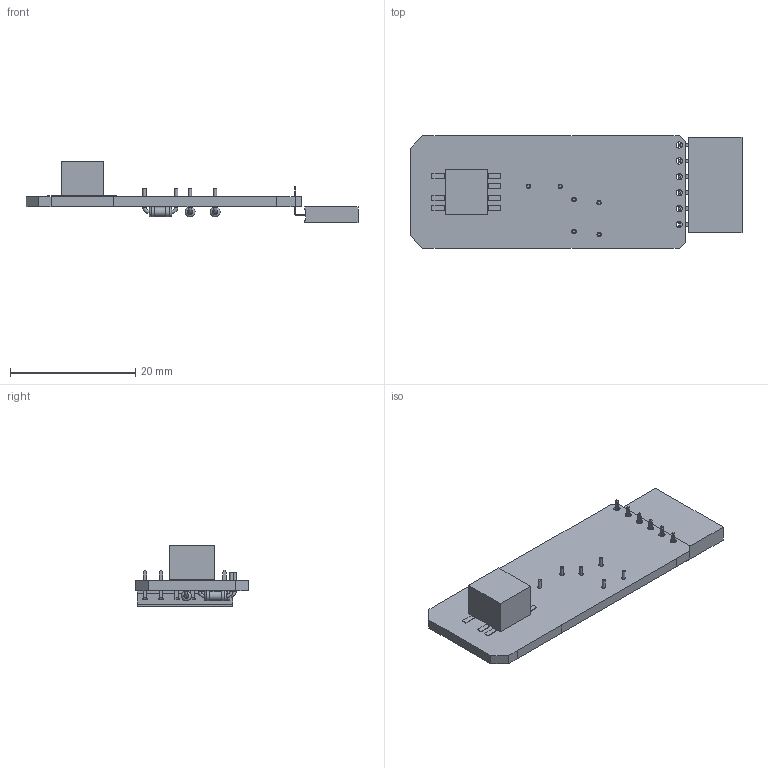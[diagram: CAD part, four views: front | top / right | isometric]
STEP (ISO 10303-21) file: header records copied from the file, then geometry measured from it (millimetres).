
FILE_DESCRIPTION(('KiCad electronic assembly'),'2;1');
FILE_NAME('Button.step','2023-01-27T17:36:48',('An Author'),('A Company' ),'Open CASCADE STEP processor 7.3','KiCad to STEP converter', 'Unknown');
FILE_SCHEMA(('AUTOMOTIVE_DESIGN { 1 0 10303 214 1 1 1 1 }'));
Length unit declared in the file: millimetre
Products named in the file (8): Open CASCADE STEP translator 7.3 1; 228EMVARGBFR; COMPOUND; R_Axial_DIN0204_L3.6mm_D1.6mm_P5.08mm_Horizontal; SOLID; PinSocket_1x06_P2.54mm_Horizontal
Assembly tree (9 placements, depth 3):
  Open CASCADE STEP translator 7.3 1
    228EMVARGBFR
      COMPOUND
    R_Axial_DIN0204_L3.6mm_D1.6mm_P5.08mm_Horizontal  x3
      SOLID
    PinSocket_1x06_P2.54mm_Horizontal
      SOLID
    COMPOUND
Bounding box: 53.03 x 18 x 9.84 mm (x, y, z)
Volume: 1855.7 mm3; surface area: 2773.7 mm2
Topology: 17 solids, 17 shells, 355 faces, 837 edges, 546 vertices
Faces by surface type: plane 298, cylinder 45, torus 12
Full cylindrical faces by diameter (mm): 0.5 x6, 0.7 x6, 0.85 x4, 1 x6, 1.05 x2, 1.44 x3, 1.6 x6
Entity records: 22399 total; most frequent: CARTESIAN_POINT 4090, DIRECTION 3095, LINE 2223, VECTOR 2223, ORIENTED_EDGE 1582, PCURVE 1582, DEFINITIONAL_REPRESENTATION 1582, EDGE_CURVE 791
